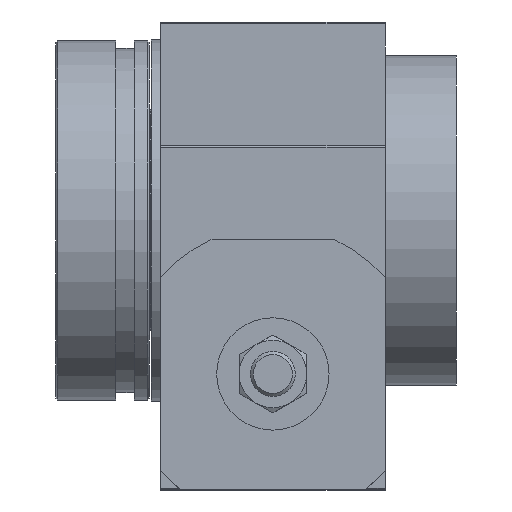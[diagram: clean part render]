
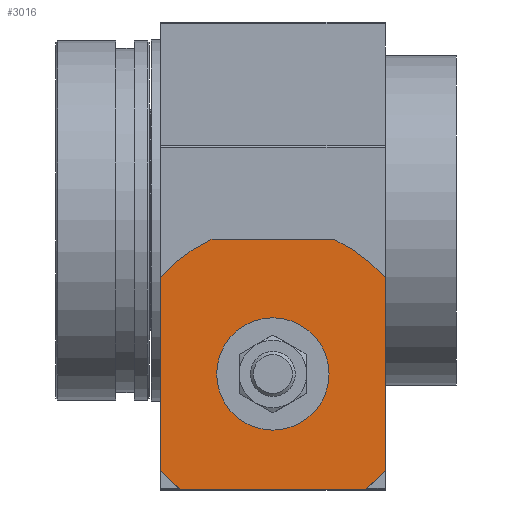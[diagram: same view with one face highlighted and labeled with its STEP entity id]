
A CAD part, left-side view. The second image highlights one B-rep face of the part: STEP entity #3016.
In plain terms, the highlighted planar face has unit normal (-1, 0, 0).
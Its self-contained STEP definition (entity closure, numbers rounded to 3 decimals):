
#111=FACE_BOUND('',#456,.T.);
#160=PLANE('',#3367);
#280=FACE_OUTER_BOUND('',#455,.T.);
#455=EDGE_LOOP('',(#2351,#2352,#2353,#2354,#2355,#2356,#2357,#2358));
#456=EDGE_LOOP('',(#2359,#2360));
#689=LINE('',#5110,#902);
#690=LINE('',#5114,#903);
#691=LINE('',#5118,#904);
#692=LINE('',#5121,#905);
#902=VECTOR('',#4038,1000.);
#903=VECTOR('',#4041,1000.);
#904=VECTOR('',#4044,1000.);
#905=VECTOR('',#4047,1000.);
#1058=CIRCLE('',#3238,15.);
#1061=CIRCLE('',#3241,15.);
#1141=CIRCLE('',#3368,39.5);
#1142=CIRCLE('',#3369,39.5);
#1143=CIRCLE('',#3370,39.5);
#1144=CIRCLE('',#3371,39.5);
#1291=VERTEX_POINT('',#4709);
#1292=VERTEX_POINT('',#4710);
#1427=VERTEX_POINT('',#5106);
#1428=VERTEX_POINT('',#5107);
#1429=VERTEX_POINT('',#5109);
#1430=VERTEX_POINT('',#5111);
#1431=VERTEX_POINT('',#5113);
#1432=VERTEX_POINT('',#5115);
#1433=VERTEX_POINT('',#5117);
#1434=VERTEX_POINT('',#5119);
#1619=EDGE_CURVE('',#1291,#1292,#1058,.T.);
#1623=EDGE_CURVE('',#1292,#1291,#1061,.T.);
#1793=EDGE_CURVE('',#1427,#1428,#1141,.T.);
#1794=EDGE_CURVE('',#1428,#1429,#689,.T.);
#1795=EDGE_CURVE('',#1429,#1430,#1142,.T.);
#1796=EDGE_CURVE('',#1430,#1431,#690,.T.);
#1797=EDGE_CURVE('',#1431,#1432,#1143,.T.);
#1798=EDGE_CURVE('',#1432,#1433,#691,.T.);
#1799=EDGE_CURVE('',#1433,#1434,#1144,.T.);
#1800=EDGE_CURVE('',#1434,#1427,#692,.T.);
#2351=ORIENTED_EDGE('',*,*,#1793,.T.);
#2352=ORIENTED_EDGE('',*,*,#1794,.T.);
#2353=ORIENTED_EDGE('',*,*,#1795,.T.);
#2354=ORIENTED_EDGE('',*,*,#1796,.T.);
#2355=ORIENTED_EDGE('',*,*,#1797,.T.);
#2356=ORIENTED_EDGE('',*,*,#1798,.T.);
#2357=ORIENTED_EDGE('',*,*,#1799,.T.);
#2358=ORIENTED_EDGE('',*,*,#1800,.T.);
#2359=ORIENTED_EDGE('',*,*,#1619,.F.);
#2360=ORIENTED_EDGE('',*,*,#1623,.F.);
#3016=ADVANCED_FACE('',(#280,#111),#160,.T.);
#3238=AXIS2_PLACEMENT_3D('',#4711,#3705,#3706);
#3241=AXIS2_PLACEMENT_3D('',#4717,#3712,#3713);
#3367=AXIS2_PLACEMENT_3D('',#5105,#4034,#4035);
#3368=AXIS2_PLACEMENT_3D('',#5108,#4036,#4037);
#3369=AXIS2_PLACEMENT_3D('',#5112,#4039,#4040);
#3370=AXIS2_PLACEMENT_3D('',#5116,#4042,#4043);
#3371=AXIS2_PLACEMENT_3D('',#5120,#4045,#4046);
#3705=DIRECTION('center_axis',(-1.,0.,0.));
#3706=DIRECTION('ref_axis',(0.,0.,1.));
#3712=DIRECTION('center_axis',(-1.,0.,0.));
#3713=DIRECTION('ref_axis',(0.,0.,1.));
#4034=DIRECTION('center_axis',(-1.,0.,0.));
#4035=DIRECTION('ref_axis',(0.,0.,1.));
#4036=DIRECTION('center_axis',(-1.,0.,0.));
#4037=DIRECTION('ref_axis',(0.,0.,1.));
#4038=DIRECTION('',(0.,0.,1.));
#4039=DIRECTION('center_axis',(-1.,0.,0.));
#4040=DIRECTION('ref_axis',(0.,0.,1.));
#4041=DIRECTION('',(0.,1.,0.));
#4042=DIRECTION('center_axis',(-1.,0.,0.));
#4043=DIRECTION('ref_axis',(0.,0.,1.));
#4044=DIRECTION('',(0.,0.,-1.));
#4045=DIRECTION('center_axis',(-1.,0.,0.));
#4046=DIRECTION('ref_axis',(0.,0.,1.));
#4047=DIRECTION('',(0.,-1.,0.));
#4709=CARTESIAN_POINT('',(-169.,30.,16.));
#4710=CARTESIAN_POINT('',(-169.,30.,46.));
#4711=CARTESIAN_POINT('Origin',(-169.,30.,31.));
#4717=CARTESIAN_POINT('Origin',(-169.,30.,31.));
#5105=CARTESIAN_POINT('Origin',(-169.,30.01,31.01));
#5106=CARTESIAN_POINT('',(-169.,5.53,0.01));
#5107=CARTESIAN_POINT('',(-169.,0.01,5.315));
#5108=CARTESIAN_POINT('Origin',(-169.,30.01,31.01));
#5109=CARTESIAN_POINT('',(-169.,0.01,56.695));
#5110=CARTESIAN_POINT('',(-169.,0.01,5.315));
#5111=CARTESIAN_POINT('',(-169.,13.754,67.));
#5112=CARTESIAN_POINT('Origin',(-169.,30.01,31.));
#5113=CARTESIAN_POINT('',(-169.,46.246,67.));
#5114=CARTESIAN_POINT('',(-169.,13.754,67.));
#5115=CARTESIAN_POINT('',(-169.,59.99,56.695));
#5116=CARTESIAN_POINT('Origin',(-169.,29.99,31.));
#5117=CARTESIAN_POINT('',(-169.,59.99,5.315));
#5118=CARTESIAN_POINT('',(-169.,59.99,5.315));
#5119=CARTESIAN_POINT('',(-169.,54.47,0.01));
#5120=CARTESIAN_POINT('Origin',(-169.,29.99,31.01));
#5121=CARTESIAN_POINT('',(-169.,5.53,0.01));
